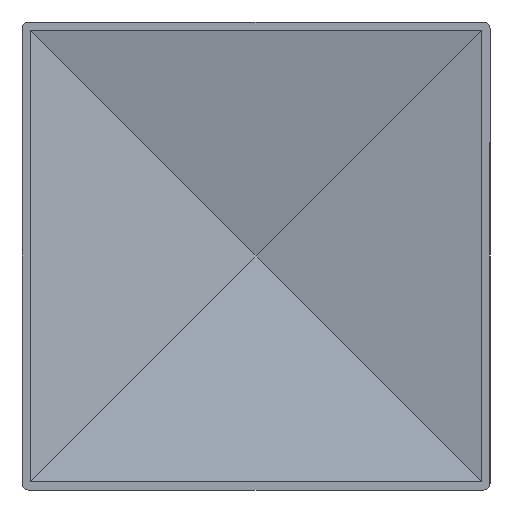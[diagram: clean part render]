
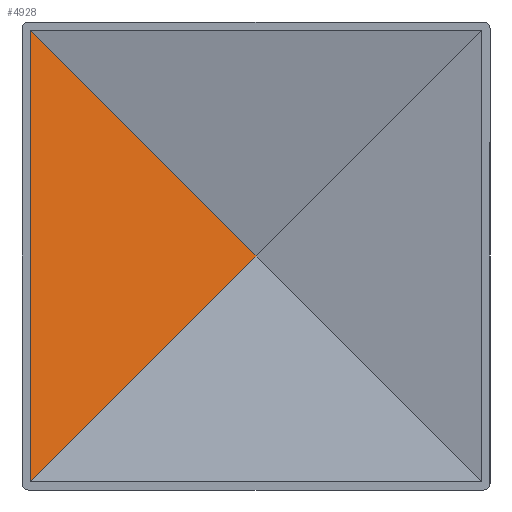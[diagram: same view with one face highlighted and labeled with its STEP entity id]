
A CAD part, front view. The second image highlights one B-rep face of the part: STEP entity #4928.
In plain terms, the highlighted planar face has unit normal (0.211, -0.978, 0).
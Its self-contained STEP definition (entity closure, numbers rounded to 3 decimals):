
#33 = DIRECTION ( 'NONE',  ( -0.699, -0.151, -0.699 ) ) ;
#58 = VERTEX_POINT ( 'NONE', #5060 ) ;
#245 = CARTESIAN_POINT ( 'NONE',  ( -3.543, 16.429, -52.5 ) ) ;
#584 = LINE ( 'NONE', #7241, #7522 ) ;
#1944 = PLANE ( 'NONE',  #3978 ) ;
#2460 = CARTESIAN_POINT ( 'NONE',  ( -50.7, 6.258, -50.7 ) ) ;
#2540 = VECTOR ( 'NONE', #33, 1000. ) ;
#3007 = CARTESIAN_POINT ( 'NONE',  ( -50.7, 6.258, 50.7 ) ) ;
#3314 = ORIENTED_EDGE ( 'NONE', *, *, #6050, .T. ) ;
#3484 = ORIENTED_EDGE ( 'NONE', *, *, #9502, .F. ) ;
#3692 = FACE_OUTER_BOUND ( 'NONE', #8851, .T. ) ;
#3978 = AXIS2_PLACEMENT_3D ( 'NONE', #245, #9329, #8298 ) ;
#4803 = VERTEX_POINT ( 'NONE', #2460 ) ;
#4928 = ADVANCED_FACE ( 'NONE', ( #3692 ), #1944, .F. ) ;
#5050 = ORIENTED_EDGE ( 'NONE', *, *, #7127, .F. ) ;
#5060 = CARTESIAN_POINT ( 'NONE',  ( 0., 17.193, 0. ) ) ;
#5741 = DIRECTION ( 'NONE',  ( 0., 0., 1. ) ) ;
#5949 = VERTEX_POINT ( 'NONE', #3007 ) ;
#6050 = EDGE_CURVE ( 'NONE', #58, #5949, #584, .T. ) ;
#6744 = VECTOR ( 'NONE', #5741, 1000. ) ;
#7127 = EDGE_CURVE ( 'NONE', #58, #4803, #11324, .T. ) ;
#7241 = CARTESIAN_POINT ( 'NONE',  ( 23.841, 22.335, -23.841 ) ) ;
#7273 = CARTESIAN_POINT ( 'NONE',  ( -27.465, 11.269, -27.465 ) ) ;
#7522 = VECTOR ( 'NONE', #9011, 1000. ) ;
#8259 = CARTESIAN_POINT ( 'NONE',  ( -50.7, 6.258, -52.5 ) ) ;
#8298 = DIRECTION ( 'NONE',  ( -0.978, -0.211, 0. ) ) ;
#8851 = EDGE_LOOP ( 'NONE', ( #3314, #3484, #5050 ) ) ;
#9011 = DIRECTION ( 'NONE',  ( -0.699, -0.151, 0.699 ) ) ;
#9056 = LINE ( 'NONE', #8259, #6744 ) ;
#9329 = DIRECTION ( 'NONE',  ( -0.211, 0.978, 0. ) ) ;
#9502 = EDGE_CURVE ( 'NONE', #4803, #5949, #9056, .T. ) ;
#11324 = LINE ( 'NONE', #7273, #2540 ) ;
